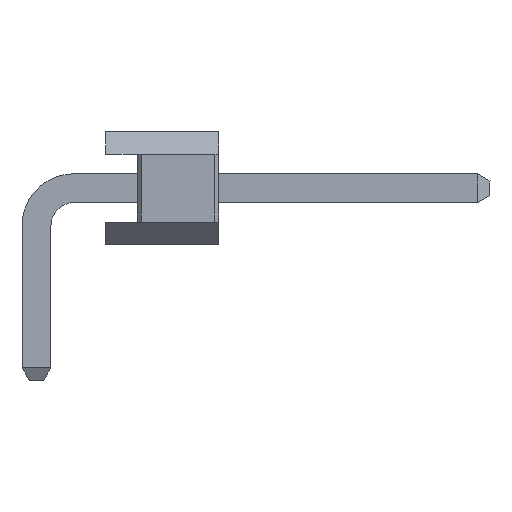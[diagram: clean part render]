
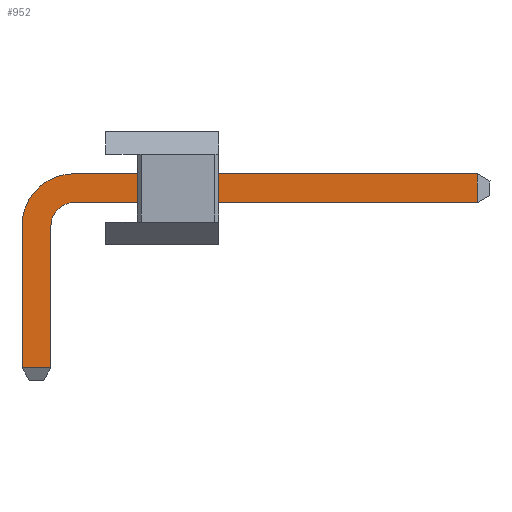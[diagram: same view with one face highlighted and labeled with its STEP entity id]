
A CAD part, left-side view. The second image highlights one B-rep face of the part: STEP entity #952.
In plain terms, the highlighted planar face has unit normal (-1, 0, 0).
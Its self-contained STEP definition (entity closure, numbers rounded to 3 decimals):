
#952=ADVANCED_FACE('',(#1642),#1644,.T.);
#1642=FACE_BOUND('',#1643,.T.);
#1643=EDGE_LOOP('',(#2114,#2115,#2116,#2117,#2118,#2119,#2120,#2121));
#1644=PLANE('',#1645);
#1645=AXIS2_PLACEMENT_3D('',#1646,#1647,#1648);
#1646=CARTESIAN_POINT('',(-0.32,-0.32,0.));
#1647=DIRECTION('',(-1.,0.,0.));
#1648=DIRECTION('',(0.,1.,0.));
#2114=ORIENTED_EDGE('',*,*,#2367,.F.);
#2115=ORIENTED_EDGE('',*,*,#2368,.F.);
#2116=ORIENTED_EDGE('',*,*,#2369,.F.);
#2117=ORIENTED_EDGE('',*,*,#2370,.T.);
#2118=ORIENTED_EDGE('',*,*,#2371,.F.);
#2119=ORIENTED_EDGE('',*,*,#2366,.F.);
#2120=ORIENTED_EDGE('',*,*,#2372,.T.);
#2121=ORIENTED_EDGE('',*,*,#2373,.T.);
#2366=EDGE_CURVE('',#2688,#2686,#2690,.T.);
#2367=EDGE_CURVE('',#2691,#2692,#2693,.T.);
#2368=EDGE_CURVE('',#2694,#2691,#2695,.T.);
#2369=EDGE_CURVE('',#2696,#2694,#2697,.T.);
#2370=EDGE_CURVE('',#2696,#2698,#2699,.T.);
#2371=EDGE_CURVE('',#2686,#2698,#2700,.T.);
#2372=EDGE_CURVE('',#2688,#2701,#2702,.T.);
#2373=EDGE_CURVE('',#2701,#2692,#2703,.T.);
#2686=VERTEX_POINT('',#3390);
#2688=VERTEX_POINT('',#3394);
#2690=LINE('',#3398,#3399);
#2691=VERTEX_POINT('',#3401);
#2692=VERTEX_POINT('',#3402);
#2693=LINE('',#3403,#3404);
#2694=VERTEX_POINT('',#3406);
#2695=LINE('',#3407,#3408);
#2696=VERTEX_POINT('',#3410);
#2697=CIRCLE('',#3411,1.152);
#2698=VERTEX_POINT('',#3415);
#2699=LINE('',#3416,#3417);
#2700=LINE('',#3419,#3420);
#2701=VERTEX_POINT('',#3422);
#2702=CIRCLE('',#3423,0.512);
#2703=LINE('',#3427,#3428);
#3390=CARTESIAN_POINT('',(-0.32,-0.32,-2.723));
#3394=CARTESIAN_POINT('',(-0.32,-0.32,0.418));
#3398=CARTESIAN_POINT('',(-0.32,-0.32,0.418));
#3399=VECTOR('',#3400,1.);
#3400=DIRECTION('',(0.,0.,-1.));
#3401=CARTESIAN_POINT('',(-0.32,-9.753,1.57));
#3402=CARTESIAN_POINT('',(-0.32,-9.753,0.93));
#3403=CARTESIAN_POINT('',(-0.32,-9.753,1.57));
#3404=VECTOR('',#3405,1.);
#3405=DIRECTION('',(0.,0.,-1.));
#3406=CARTESIAN_POINT('',(-0.32,-0.832,1.57));
#3407=CARTESIAN_POINT('',(-0.32,-0.832,1.57));
#3408=VECTOR('',#3409,1.);
#3409=DIRECTION('',(0.,-1.,0.));
#3410=CARTESIAN_POINT('',(-0.32,0.32,0.418));
#3411=AXIS2_PLACEMENT_3D('',#3412,#3413,#3414);
#3412=CARTESIAN_POINT('',(-0.32,-0.832,0.418));
#3413=DIRECTION('',(1.,0.,0.));
#3414=DIRECTION('',(0.,1.,0.));
#3415=CARTESIAN_POINT('',(-0.32,0.32,-2.723));
#3416=CARTESIAN_POINT('',(-0.32,0.32,0.418));
#3417=VECTOR('',#3418,1.);
#3418=DIRECTION('',(0.,0.,-1.));
#3419=CARTESIAN_POINT('',(-0.32,-0.32,-2.723));
#3420=VECTOR('',#3421,1.);
#3421=DIRECTION('',(0.,1.,0.));
#3422=CARTESIAN_POINT('',(-0.32,-0.832,0.93));
#3423=AXIS2_PLACEMENT_3D('',#3424,#3425,#3426);
#3424=CARTESIAN_POINT('',(-0.32,-0.832,0.418));
#3425=DIRECTION('',(1.,0.,0.));
#3426=DIRECTION('',(0.,1.,0.));
#3427=CARTESIAN_POINT('',(-0.32,-0.832,0.93));
#3428=VECTOR('',#3429,1.);
#3429=DIRECTION('',(0.,-1.,0.));
